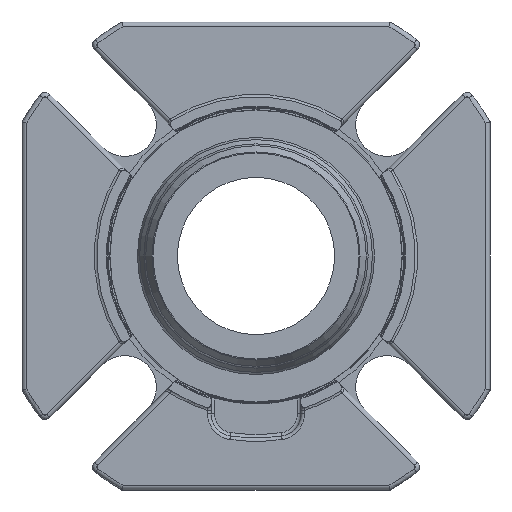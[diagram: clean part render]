
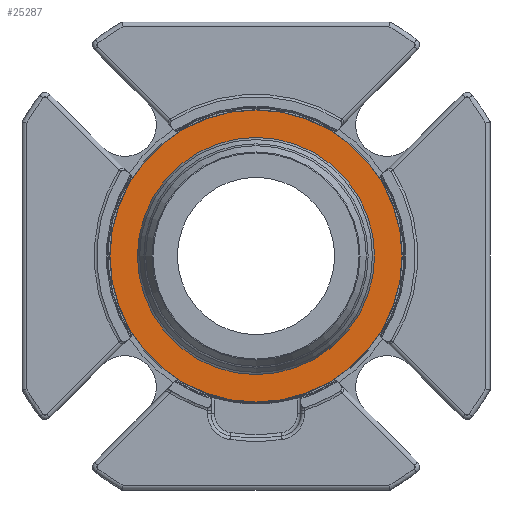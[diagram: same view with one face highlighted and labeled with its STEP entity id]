
A CAD part, left-side view. The second image highlights one B-rep face of the part: STEP entity #25287.
In plain terms, the highlighted planar face has unit normal (-1, 0, 0).
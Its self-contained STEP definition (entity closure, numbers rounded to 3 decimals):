
#3527=PLANE('',#27242);
#8735=ORIENTED_EDGE('',*,*,#11397,.F.);
#8736=ORIENTED_EDGE('',*,*,#11396,.T.);
#11396=EDGE_CURVE('',#13062,#13062,#14026,.T.);
#11397=EDGE_CURVE('',#13063,#13063,#14027,.F.);
#13062=VERTEX_POINT('',#41258);
#13063=VERTEX_POINT('',#41261);
#14026=CIRCLE('',#27241,32.5);
#14027=CIRCLE('',#27243,26.378);
#15173=EDGE_LOOP('',(#8735));
#15174=EDGE_LOOP('',(#8736));
#16352=FACE_BOUND('',#15173,.T.);
#16353=FACE_BOUND('',#15174,.T.);
#25287=ADVANCED_FACE('',(#16352,#16353),#3527,.F.);
#27241=AXIS2_PLACEMENT_3D('',#41257,#32327,#32328);
#27242=AXIS2_PLACEMENT_3D('',#41259,#32329,#32330);
#27243=AXIS2_PLACEMENT_3D('',#41260,#32331,#32332);
#32327=DIRECTION('',(-1.,0.,0.));
#32328=DIRECTION('',(0.,1.,0.));
#32329=DIRECTION('',(1.,0.,0.));
#32330=DIRECTION('',(0.,-1.,0.));
#32331=DIRECTION('',(1.,0.,0.));
#32332=DIRECTION('',(0.,0.,-1.));
#41257=CARTESIAN_POINT('',(38.633,0.,0.));
#41258=CARTESIAN_POINT('',(38.633,32.5,0.));
#41259=CARTESIAN_POINT('',(38.633,32.5,0.));
#41260=CARTESIAN_POINT('',(38.633,0.,0.));
#41261=CARTESIAN_POINT('',(38.633,0.,-26.378));
